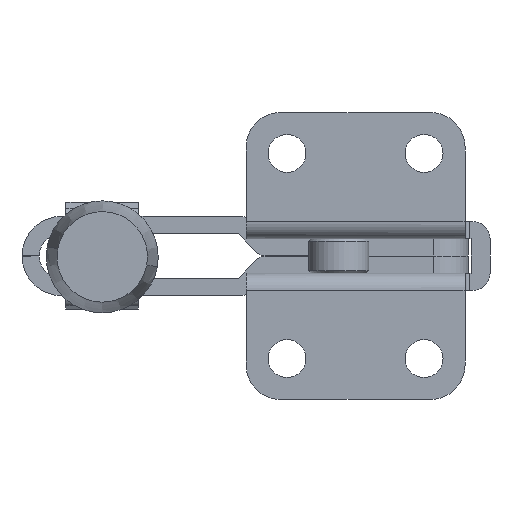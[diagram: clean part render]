
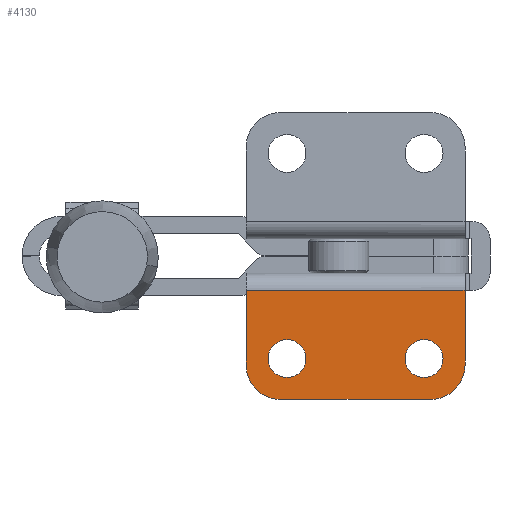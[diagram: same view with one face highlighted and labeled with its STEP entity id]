
A CAD part, front view. The second image highlights one B-rep face of the part: STEP entity #4130.
In plain terms, the highlighted planar face has unit normal (0, -1, 0).
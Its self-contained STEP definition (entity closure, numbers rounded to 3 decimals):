
#17 = CARTESIAN_POINT ( 'NONE',  ( -4.75, 0., -5.7 ) ) ;
#198 = DIRECTION ( 'NONE',  ( 0., -1., 0. ) ) ;
#674 = EDGE_CURVE ( 'NONE', #4966, #5403, #9824, .T. ) ;
#746 = DIRECTION ( 'NONE',  ( 0., -1., 0. ) ) ;
#859 = DIRECTION ( 'NONE',  ( -1., 0., 0. ) ) ;
#1429 = EDGE_CURVE ( 'NONE', #6891, #9390, #7571, .T. ) ;
#1750 = CARTESIAN_POINT ( 'NONE',  ( 0., 0., 0. ) ) ;
#2318 = CARTESIAN_POINT ( 'NONE',  ( -4.75, 0., -10.1 ) ) ;
#2359 = CARTESIAN_POINT ( 'NONE',  ( -4.75, 0., -7.9 ) ) ;
#2973 = CARTESIAN_POINT ( 'NONE',  ( -21.4, 0., -12.65 ) ) ;
#3332 = DIRECTION ( 'NONE',  ( 0., 0., -1. ) ) ;
#4094 = CARTESIAN_POINT ( 'NONE',  ( 0., 0., 8. ) ) ;
#4130 = ADVANCED_FACE ( 'NONE', ( #18828, #25881, #6944 ), #8941, .F. ) ;
#4134 = CIRCLE ( 'NONE', #15548, 4. ) ;
#4767 = DIRECTION ( 'NONE',  ( -1., 0., 0. ) ) ;
#4966 = VERTEX_POINT ( 'NONE', #11080 ) ;
#5279 = AXIS2_PLACEMENT_3D ( 'NONE', #14974, #746, #17356 ) ;
#5403 = VERTEX_POINT ( 'NONE', #5421 ) ;
#5421 = CARTESIAN_POINT ( 'NONE',  ( -25.4, 0., 0. ) ) ;
#6440 = DIRECTION ( 'NONE',  ( -1., 0., 0. ) ) ;
#6891 = VERTEX_POINT ( 'NONE', #2318 ) ;
#6944 = FACE_BOUND ( 'NONE', #8580, .T. ) ;
#7110 = ORIENTED_EDGE ( 'NONE', *, *, #674, .T. ) ;
#7457 = VERTEX_POINT ( 'NONE', #21914 ) ;
#7571 = CIRCLE ( 'NONE', #15370, 2.2 ) ;
#8265 = EDGE_LOOP ( 'NONE', ( #17324, #15225 ) ) ;
#8312 = DIRECTION ( 'NONE',  ( 0., 1., 0. ) ) ;
#8580 = EDGE_LOOP ( 'NONE', ( #22021, #18932 ) ) ;
#8941 = PLANE ( 'NONE',  #13219 ) ;
#9079 = VECTOR ( 'NONE', #6440, 1000. ) ;
#9296 = VECTOR ( 'NONE', #26830, 1000. ) ;
#9390 = VERTEX_POINT ( 'NONE', #17 ) ;
#9824 = LINE ( 'NONE', #1750, #9079 ) ;
#10140 = AXIS2_PLACEMENT_3D ( 'NONE', #14451, #198, #16833 ) ;
#11080 = CARTESIAN_POINT ( 'NONE',  ( 0., 0., 0. ) ) ;
#11302 = DIRECTION ( 'NONE',  ( -1., 0., 0. ) ) ;
#11787 = ORIENTED_EDGE ( 'NONE', *, *, #28434, .F. ) ;
#12905 = CARTESIAN_POINT ( 'NONE',  ( 0., 0., -8.65 ) ) ;
#13219 = AXIS2_PLACEMENT_3D ( 'NONE', #4094, #25533, #11302 ) ;
#13234 = ORIENTED_EDGE ( 'NONE', *, *, #19152, .T. ) ;
#13587 = CARTESIAN_POINT ( 'NONE',  ( -21.4, 0., -8.65 ) ) ;
#13688 = VERTEX_POINT ( 'NONE', #30505 ) ;
#14395 = CARTESIAN_POINT ( 'NONE',  ( -25.4, 0., 8. ) ) ;
#14451 = CARTESIAN_POINT ( 'NONE',  ( -20.65, 0., -7.9 ) ) ;
#14974 = CARTESIAN_POINT ( 'NONE',  ( -4.75, 0., -7.9 ) ) ;
#15080 = DIRECTION ( 'NONE',  ( 0., -1., 0. ) ) ;
#15225 = ORIENTED_EDGE ( 'NONE', *, *, #30091, .F. ) ;
#15370 = AXIS2_PLACEMENT_3D ( 'NONE', #2359, #18977, #4767 ) ;
#15548 = AXIS2_PLACEMENT_3D ( 'NONE', #13587, #30207, #16020 ) ;
#15831 = CARTESIAN_POINT ( 'NONE',  ( -4., 0., -12.65 ) ) ;
#16020 = DIRECTION ( 'NONE',  ( -1., 0., 0. ) ) ;
#16173 = ORIENTED_EDGE ( 'NONE', *, *, #17638, .T. ) ;
#16780 = VERTEX_POINT ( 'NONE', #26876 ) ;
#16787 = DIRECTION ( 'NONE',  ( 0., 0., -1. ) ) ;
#16833 = DIRECTION ( 'NONE',  ( -1., 0., 0. ) ) ;
#16991 = CIRCLE ( 'NONE', #22104, 2.2 ) ;
#17091 = LINE ( 'NONE', #14395, #28956 ) ;
#17324 = ORIENTED_EDGE ( 'NONE', *, *, #1429, .F. ) ;
#17348 = CIRCLE ( 'NONE', #5279, 2.2 ) ;
#17356 = DIRECTION ( 'NONE',  ( -1., 0., 0. ) ) ;
#17565 = VERTEX_POINT ( 'NONE', #2973 ) ;
#17638 = EDGE_CURVE ( 'NONE', #17565, #19760, #28256, .T. ) ;
#18828 = FACE_OUTER_BOUND ( 'NONE', #24736, .T. ) ;
#18932 = ORIENTED_EDGE ( 'NONE', *, *, #25514, .F. ) ;
#18977 = DIRECTION ( 'NONE',  ( 0., -1., 0. ) ) ;
#19152 = EDGE_CURVE ( 'NONE', #5403, #7457, #17091, .T. ) ;
#19593 = VERTEX_POINT ( 'NONE', #12905 ) ;
#19760 = VERTEX_POINT ( 'NONE', #15831 ) ;
#21475 = EDGE_CURVE ( 'NONE', #16780, #13688, #16991, .T. ) ;
#21590 = CIRCLE ( 'NONE', #10140, 2.2 ) ;
#21914 = CARTESIAN_POINT ( 'NONE',  ( -25.4, 0., -8.65 ) ) ;
#22021 = ORIENTED_EDGE ( 'NONE', *, *, #21475, .F. ) ;
#22041 = CARTESIAN_POINT ( 'NONE',  ( 0., 0., -12.65 ) ) ;
#22104 = AXIS2_PLACEMENT_3D ( 'NONE', #29270, #15080, #859 ) ;
#22527 = CARTESIAN_POINT ( 'NONE',  ( -4., 0., -8.65 ) ) ;
#22706 = ORIENTED_EDGE ( 'NONE', *, *, #25341, .F. ) ;
#24397 = ORIENTED_EDGE ( 'NONE', *, *, #30210, .F. ) ;
#24592 = CARTESIAN_POINT ( 'NONE',  ( 0., 0., 8. ) ) ;
#24736 = EDGE_LOOP ( 'NONE', ( #24397, #7110, #13234, #22706, #16173, #11787 ) ) ;
#24935 = DIRECTION ( 'NONE',  ( -1., 0., 0. ) ) ;
#25341 = EDGE_CURVE ( 'NONE', #17565, #7457, #4134, .T. ) ;
#25514 = EDGE_CURVE ( 'NONE', #13688, #16780, #21590, .T. ) ;
#25533 = DIRECTION ( 'NONE',  ( 0., 1., 0. ) ) ;
#25881 = FACE_BOUND ( 'NONE', #8265, .T. ) ;
#26830 = DIRECTION ( 'NONE',  ( 1., 0., 0. ) ) ;
#26876 = CARTESIAN_POINT ( 'NONE',  ( -20.65, 0., -10.1 ) ) ;
#27702 = VECTOR ( 'NONE', #3332, 1000. ) ;
#28256 = LINE ( 'NONE', #22041, #9296 ) ;
#28434 = EDGE_CURVE ( 'NONE', #19593, #19760, #30386, .T. ) ;
#28462 = LINE ( 'NONE', #24592, #27702 ) ;
#28899 = AXIS2_PLACEMENT_3D ( 'NONE', #22527, #8312, #24935 ) ;
#28956 = VECTOR ( 'NONE', #16787, 1000. ) ;
#29270 = CARTESIAN_POINT ( 'NONE',  ( -20.65, 0., -7.9 ) ) ;
#30091 = EDGE_CURVE ( 'NONE', #9390, #6891, #17348, .T. ) ;
#30207 = DIRECTION ( 'NONE',  ( 0., 1., 0. ) ) ;
#30210 = EDGE_CURVE ( 'NONE', #4966, #19593, #28462, .T. ) ;
#30386 = CIRCLE ( 'NONE', #28899, 4. ) ;
#30505 = CARTESIAN_POINT ( 'NONE',  ( -20.65, 0., -5.7 ) ) ;
